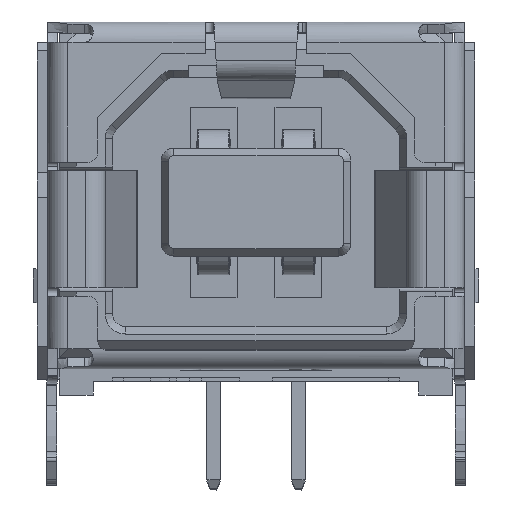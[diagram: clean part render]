
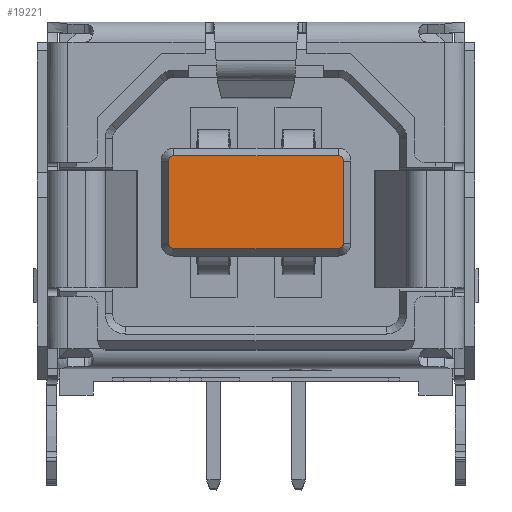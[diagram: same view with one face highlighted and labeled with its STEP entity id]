
A CAD part, front view. The second image highlights one B-rep face of the part: STEP entity #19221.
In plain terms, the highlighted face is planar.
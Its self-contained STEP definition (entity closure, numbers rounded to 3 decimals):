
#194 = DIRECTION ( 'NONE',  ( 0., 1., 0. ) ) ;
#366 = LINE ( 'NONE', #23126, #10507 ) ;
#686 = EDGE_CURVE ( 'NONE', #12894, #2481, #24072, .T. ) ;
#739 = FACE_OUTER_BOUND ( 'NONE', #13268, .T. ) ;
#943 = CIRCLE ( 'NONE', #6358, 0.161 ) ;
#1051 = CARTESIAN_POINT ( 'NONE',  ( -2.42, 6.9, -14.93 ) ) ;
#1454 = CARTESIAN_POINT ( 'NONE',  ( -2.581, 6.9, -14.93 ) ) ;
#1828 = VERTEX_POINT ( 'NONE', #12405 ) ;
#1918 = CARTESIAN_POINT ( 'NONE',  ( 2.581, 4.48, -14.93 ) ) ;
#2481 = VERTEX_POINT ( 'NONE', #14151 ) ;
#2656 = CARTESIAN_POINT ( 'NONE',  ( 0., 7.061, -14.93 ) ) ;
#2782 = EDGE_CURVE ( 'NONE', #1828, #9930, #22145, .T. ) ;
#2882 = AXIS2_PLACEMENT_3D ( 'NONE', #13620, #17561, #21305 ) ;
#3339 = CARTESIAN_POINT ( 'NONE',  ( -2.581, 4.48, -14.93 ) ) ;
#3534 = DIRECTION ( 'NONE',  ( 0., 1., 0. ) ) ;
#3704 = CARTESIAN_POINT ( 'NONE',  ( -2.581, 5.69, -14.93 ) ) ;
#4054 = EDGE_CURVE ( 'NONE', #14235, #12894, #366, .T. ) ;
#4244 = ORIENTED_EDGE ( 'NONE', *, *, #22963, .F. ) ;
#4469 = CARTESIAN_POINT ( 'NONE',  ( -2.684, 7.115, -14.93 ) ) ;
#4890 = EDGE_CURVE ( 'NONE', #19657, #15749, #943, .T. ) ;
#5075 = ORIENTED_EDGE ( 'NONE', *, *, #13078, .T. ) ;
#6322 = PLANE ( 'NONE',  #22542 ) ;
#6358 = AXIS2_PLACEMENT_3D ( 'NONE', #1051, #23921, #8737 ) ;
#6581 = DIRECTION ( 'NONE',  ( 0., -1., 0. ) ) ;
#7608 = ORIENTED_EDGE ( 'NONE', *, *, #15741, .T. ) ;
#8737 = DIRECTION ( 'NONE',  ( 1., 0., 0. ) ) ;
#8807 = ORIENTED_EDGE ( 'NONE', *, *, #4054, .F. ) ;
#9930 = VERTEX_POINT ( 'NONE', #15658 ) ;
#10196 = DIRECTION ( 'NONE',  ( -1., 0., 0. ) ) ;
#10507 = VECTOR ( 'NONE', #194, 1000. ) ;
#11092 = DIRECTION ( 'NONE',  ( 1., 0., 0. ) ) ;
#12405 = CARTESIAN_POINT ( 'NONE',  ( -2.42, 4.319, -14.93 ) ) ;
#12894 = VERTEX_POINT ( 'NONE', #22151 ) ;
#13078 = EDGE_CURVE ( 'NONE', #1828, #20068, #18357, .T. ) ;
#13268 = EDGE_LOOP ( 'NONE', ( #18652, #8807, #23135, #21415, #5075, #7608, #22791, #4244 ) ) ;
#13620 = CARTESIAN_POINT ( 'NONE',  ( -2.42, 4.48, -14.93 ) ) ;
#14151 = CARTESIAN_POINT ( 'NONE',  ( 2.42, 7.061, -14.93 ) ) ;
#14235 = VERTEX_POINT ( 'NONE', #1918 ) ;
#14335 = VECTOR ( 'NONE', #3534, 1000. ) ;
#14820 = AXIS2_PLACEMENT_3D ( 'NONE', #18431, #16748, #18674 ) ;
#15476 = CIRCLE ( 'NONE', #14820, 0.161 ) ;
#15658 = CARTESIAN_POINT ( 'NONE',  ( 2.42, 4.319, -14.93 ) ) ;
#15741 = EDGE_CURVE ( 'NONE', #20068, #19657, #22360, .T. ) ;
#15749 = VERTEX_POINT ( 'NONE', #22750 ) ;
#16627 = VECTOR ( 'NONE', #10196, 1000. ) ;
#16748 = DIRECTION ( 'NONE',  ( 0., 0., 1. ) ) ;
#17093 = VECTOR ( 'NONE', #20126, 1000. ) ;
#17561 = DIRECTION ( 'NONE',  ( 0., 0., -1. ) ) ;
#18167 = CARTESIAN_POINT ( 'NONE',  ( 0., 4.319, -14.93 ) ) ;
#18357 = CIRCLE ( 'NONE', #2882, 0.161 ) ;
#18431 = CARTESIAN_POINT ( 'NONE',  ( 2.42, 4.48, -14.93 ) ) ;
#18622 = CARTESIAN_POINT ( 'NONE',  ( 2.42, 6.9, -14.93 ) ) ;
#18652 = ORIENTED_EDGE ( 'NONE', *, *, #686, .F. ) ;
#18674 = DIRECTION ( 'NONE',  ( 1., 0., 0. ) ) ;
#19022 = LINE ( 'NONE', #2656, #16627 ) ;
#19221 = ADVANCED_FACE ( 'NONE', ( #739 ), #6322, .F. ) ;
#19657 = VERTEX_POINT ( 'NONE', #1454 ) ;
#19665 = DIRECTION ( 'NONE',  ( 0., 0., 1. ) ) ;
#20068 = VERTEX_POINT ( 'NONE', #3339 ) ;
#20126 = DIRECTION ( 'NONE',  ( 1., 0., 0. ) ) ;
#21305 = DIRECTION ( 'NONE',  ( 1., 0., 0. ) ) ;
#21415 = ORIENTED_EDGE ( 'NONE', *, *, #2782, .F. ) ;
#21562 = AXIS2_PLACEMENT_3D ( 'NONE', #18622, #24271, #11092 ) ;
#22145 = LINE ( 'NONE', #18167, #17093 ) ;
#22151 = CARTESIAN_POINT ( 'NONE',  ( 2.581, 6.9, -14.93 ) ) ;
#22360 = LINE ( 'NONE', #3704, #14335 ) ;
#22542 = AXIS2_PLACEMENT_3D ( 'NONE', #4469, #19665, #6581 ) ;
#22668 = EDGE_CURVE ( 'NONE', #9930, #14235, #15476, .T. ) ;
#22750 = CARTESIAN_POINT ( 'NONE',  ( -2.42, 7.061, -14.93 ) ) ;
#22791 = ORIENTED_EDGE ( 'NONE', *, *, #4890, .T. ) ;
#22963 = EDGE_CURVE ( 'NONE', #2481, #15749, #19022, .T. ) ;
#23126 = CARTESIAN_POINT ( 'NONE',  ( 2.581, 5.69, -14.93 ) ) ;
#23135 = ORIENTED_EDGE ( 'NONE', *, *, #22668, .F. ) ;
#23921 = DIRECTION ( 'NONE',  ( 0., 0., -1. ) ) ;
#24072 = CIRCLE ( 'NONE', #21562, 0.161 ) ;
#24271 = DIRECTION ( 'NONE',  ( 0., 0., 1. ) ) ;
